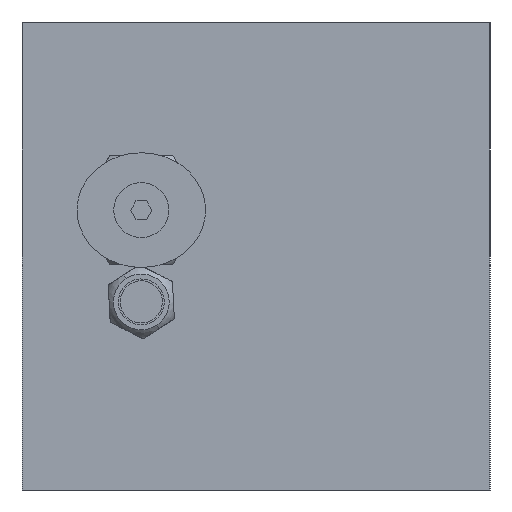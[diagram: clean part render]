
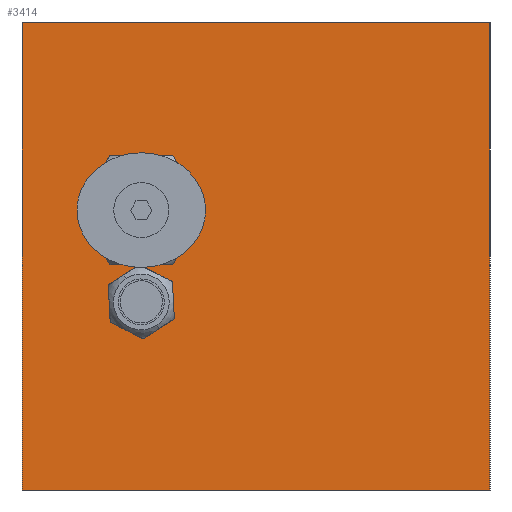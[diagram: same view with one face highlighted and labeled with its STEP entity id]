
A CAD part, left-side view. The second image highlights one B-rep face of the part: STEP entity #3414.
In plain terms, the highlighted planar face has unit normal (-1, 0, 0).
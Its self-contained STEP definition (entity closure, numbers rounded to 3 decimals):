
#1298 = EDGE_CURVE ( 'NONE', #5939, #6180, #1417, .T. ) ;
#1301 = EDGE_CURVE ( 'NONE', #6860, #5942, #6001, .T. ) ;
#1330 = EDGE_CURVE ( 'NONE', #5872, #5942, #6369, .T. ) ;
#1377 = CIRCLE ( 'NONE', #4912, 2.6 ) ;
#1417 = CIRCLE ( 'NONE', #5050, 2.6 ) ;
#1460 = CIRCLE ( 'NONE', #4980, 2.6 ) ;
#1473 = EDGE_CURVE ( 'NONE', #6099, #6860, #2555, .T. ) ;
#1477 = EDGE_CURVE ( 'NONE', #6180, #5939, #1460, .T. ) ;
#1481 = EDGE_CURVE ( 'NONE', #6099, #5872, #2570, .T. ) ;
#1488 = EDGE_CURVE ( 'NONE', #5838, #5935, #1534, .T. ) ;
#1503 = EDGE_CURVE ( 'NONE', #5935, #5838, #1377, .T. ) ;
#1534 = CIRCLE ( 'NONE', #4932, 2.6 ) ;
#1541 = CARTESIAN_POINT ( 'NONE',  ( -16.323, 74.741, 56.862 ) ) ;
#1681 = CARTESIAN_POINT ( 'NONE',  ( -16.323, 74.741, 52.062 ) ) ;
#1722 = CARTESIAN_POINT ( 'NONE',  ( -16.323, 87.741, 79.962 ) ) ;
#1738 = CARTESIAN_POINT ( 'NONE',  ( -16.323, 74.741, 46.862 ) ) ;
#1742 = CARTESIAN_POINT ( 'NONE',  ( -16.323, 36.741, 79.962 ) ) ;
#1766 = CARTESIAN_POINT ( 'NONE',  ( -16.323, 87.741, 28.962 ) ) ;
#1767 = CARTESIAN_POINT ( 'NONE',  ( -16.323, 74.741, 62.062 ) ) ;
#1871 = CARTESIAN_POINT ( 'NONE',  ( -16.323, 36.741, 28.962 ) ) ;
#2384 = DIRECTION ( 'NONE',  ( 1., 0., 0. ) ) ;
#2391 = DIRECTION ( 'NONE',  ( 0., -1., 0. ) ) ;
#2398 = PLANE ( 'NONE',  #5205 ) ;
#2471 = CARTESIAN_POINT ( 'NONE',  ( -16.323, 74.741, 59.462 ) ) ;
#2472 = DIRECTION ( 'NONE',  ( -1., 0., 0. ) ) ;
#2473 = DIRECTION ( 'NONE',  ( 0., -1., 0. ) ) ;
#2503 = DIRECTION ( 'NONE',  ( -1., 0., 0. ) ) ;
#2504 = DIRECTION ( 'NONE',  ( 0., -1., 0. ) ) ;
#2555 = LINE ( 'NONE', #2556, #4939 ) ;
#2556 = CARTESIAN_POINT ( 'NONE',  ( -16.323, 36.741, 79.962 ) ) ;
#2557 = DIRECTION ( 'NONE',  ( 0., 0., -1. ) ) ;
#2560 = CARTESIAN_POINT ( 'NONE',  ( -16.323, 74.741, 49.462 ) ) ;
#2561 = DIRECTION ( 'NONE',  ( -1., 0., 0. ) ) ;
#2562 = DIRECTION ( 'NONE',  ( 0., -1., 0. ) ) ;
#2570 = LINE ( 'NONE', #2571, #4929 ) ;
#2571 = CARTESIAN_POINT ( 'NONE',  ( -16.323, 87.741, 79.962 ) ) ;
#2572 = DIRECTION ( 'NONE',  ( 0., 1., 0. ) ) ;
#2579 = CARTESIAN_POINT ( 'NONE',  ( -16.323, 74.741, 59.462 ) ) ;
#2823 = CARTESIAN_POINT ( 'NONE',  ( -16.323, 87.741, 79.962 ) ) ;
#3414 = ADVANCED_FACE ( 'NONE', ( #5192, #5208, #5211 ), #2398, .F. ) ;
#4912 = AXIS2_PLACEMENT_3D ( 'NONE', #2471, #2472, #2473 ) ;
#4929 = VECTOR ( 'NONE', #2572, 1000. ) ;
#4932 = AXIS2_PLACEMENT_3D ( 'NONE', #2579, #2503, #2504 ) ;
#4939 = VECTOR ( 'NONE', #2557, 1000. ) ;
#4980 = AXIS2_PLACEMENT_3D ( 'NONE', #2560, #2561, #2562 ) ;
#5037 = VECTOR ( 'NONE', #6863, 1000. ) ;
#5050 = AXIS2_PLACEMENT_3D ( 'NONE', #6130, #5887, #6374 ) ;
#5052 = VECTOR ( 'NONE', #6546, 1000. ) ;
#5192 = FACE_BOUND ( 'NONE', #5812, .T. ) ;
#5205 = AXIS2_PLACEMENT_3D ( 'NONE', #2823, #2384, #2391 ) ;
#5208 = FACE_BOUND ( 'NONE', #5848, .T. ) ;
#5211 = FACE_OUTER_BOUND ( 'NONE', #6697, .T. ) ;
#5811 = ORIENTED_EDGE ( 'NONE', *, *, #1298, .F. ) ;
#5812 = EDGE_LOOP ( 'NONE', ( #5813, #5811 ) ) ;
#5813 = ORIENTED_EDGE ( 'NONE', *, *, #1477, .F. ) ;
#5838 = VERTEX_POINT ( 'NONE', #1541 ) ;
#5848 = EDGE_LOOP ( 'NONE', ( #6316, #6682 ) ) ;
#5872 = VERTEX_POINT ( 'NONE', #1722 ) ;
#5887 = DIRECTION ( 'NONE',  ( -1., 0., 0. ) ) ;
#5935 = VERTEX_POINT ( 'NONE', #1767 ) ;
#5939 = VERTEX_POINT ( 'NONE', #1681 ) ;
#5942 = VERTEX_POINT ( 'NONE', #1766 ) ;
#5978 = CARTESIAN_POINT ( 'NONE',  ( -16.323, 87.741, 28.962 ) ) ;
#6001 = LINE ( 'NONE', #5978, #5037 ) ;
#6099 = VERTEX_POINT ( 'NONE', #1742 ) ;
#6121 = ORIENTED_EDGE ( 'NONE', *, *, #1481, .T. ) ;
#6128 = ORIENTED_EDGE ( 'NONE', *, *, #1330, .T. ) ;
#6130 = CARTESIAN_POINT ( 'NONE',  ( -16.323, 74.741, 49.462 ) ) ;
#6180 = VERTEX_POINT ( 'NONE', #1738 ) ;
#6234 = ORIENTED_EDGE ( 'NONE', *, *, #1301, .F. ) ;
#6316 = ORIENTED_EDGE ( 'NONE', *, *, #1488, .F. ) ;
#6369 = LINE ( 'NONE', #6741, #5052 ) ;
#6374 = DIRECTION ( 'NONE',  ( 0., -1., 0. ) ) ;
#6546 = DIRECTION ( 'NONE',  ( 0., 0., -1. ) ) ;
#6682 = ORIENTED_EDGE ( 'NONE', *, *, #1503, .F. ) ;
#6697 = EDGE_LOOP ( 'NONE', ( #6234, #6856, #6121, #6128 ) ) ;
#6741 = CARTESIAN_POINT ( 'NONE',  ( -16.323, 87.741, 79.962 ) ) ;
#6856 = ORIENTED_EDGE ( 'NONE', *, *, #1473, .F. ) ;
#6860 = VERTEX_POINT ( 'NONE', #1871 ) ;
#6863 = DIRECTION ( 'NONE',  ( 0., 1., 0. ) ) ;
